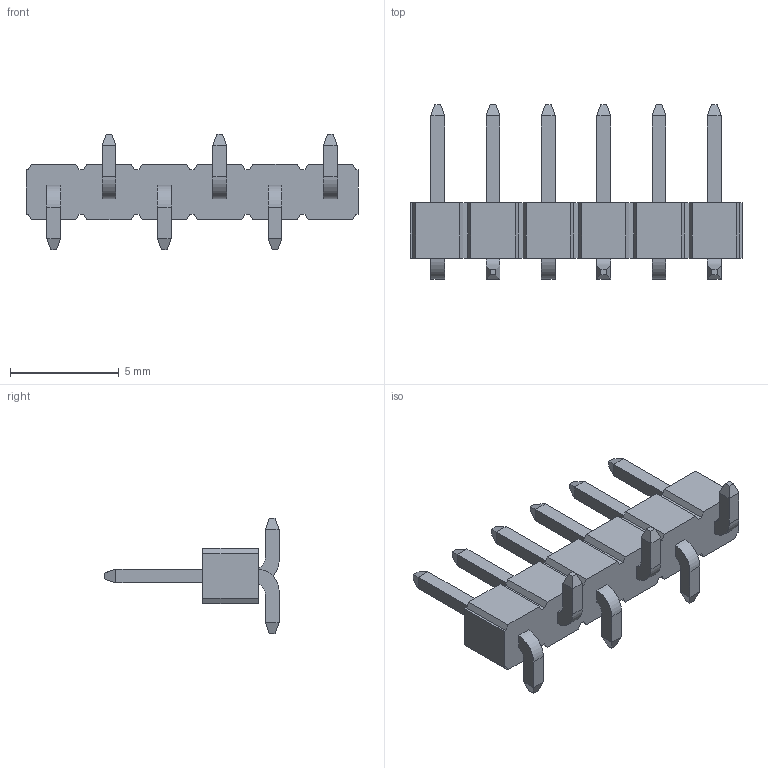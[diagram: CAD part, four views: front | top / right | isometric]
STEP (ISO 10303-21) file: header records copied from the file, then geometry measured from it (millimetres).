
FILE_DESCRIPTION (( 'STEP AP214' ), '1' );
FILE_NAME ('GCT_SMD_6Pins_2.54mm_.STEP', '2012-07-04T11:42:58', ( 'Master' ), ( '' ), 'SwSTEP 2.0', 'SolidWorks 2010', '' );
FILE_SCHEMA (( 'AUTOMOTIVE_DESIGN' ));
Length unit declared in the file: millimetre
Products named in the file (1): GCT_SMD_6Pins_2.54mm_
Bounding box: 15.24 x 8 x 5.3 mm (x, y, z)
Volume: 112.6 mm3; surface area: 278.2 mm2
Topology: 1 solids, 1 shells, 174 faces, 432 edges, 272 vertices
Faces by surface type: plane 162, cylinder 12
Entity records: 5644 total; most frequent: CARTESIAN_POINT 879, ORIENTED_EDGE 864, DIRECTION 806, EDGE_CURVE 432, LINE 408, VECTOR 408, VERTEX_POINT 272, AXIS2_PLACEMENT_3D 199
